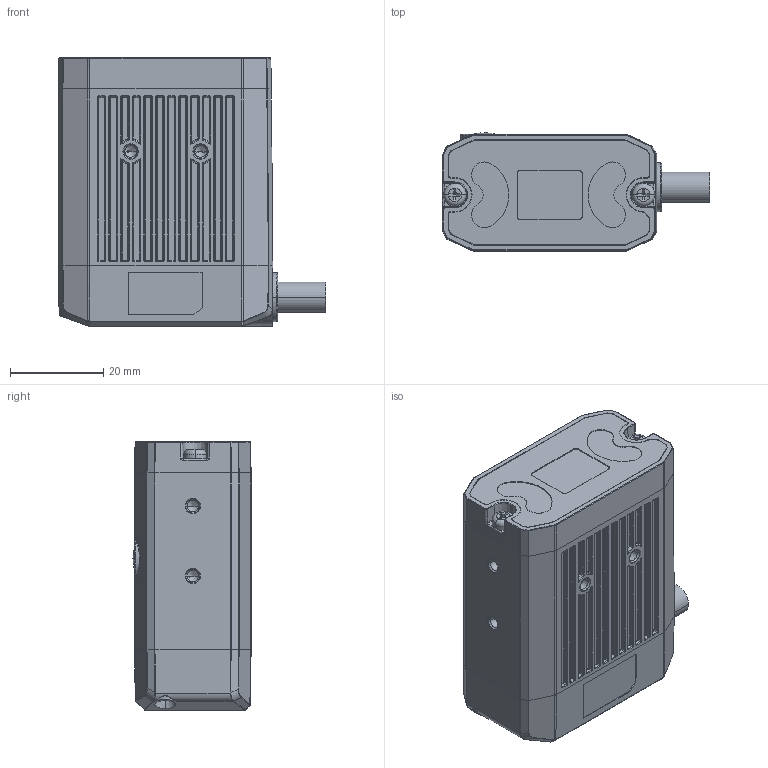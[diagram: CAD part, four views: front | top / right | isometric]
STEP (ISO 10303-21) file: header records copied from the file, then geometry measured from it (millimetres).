
FILE_DESCRIPTION((''),'2;1');
FILE_NAME('ID2000-AC_ASM-AC_1_ASM','2022-02-11T09:54:44',('lizhenhao5'),(''),'CREO PARAMETRIC BY PTC INC, 2020044','CREO PARAMETRIC BY PTC INC, 2020044','');
FILE_SCHEMA(('CONFIG_CONTROL_DESIGN'));
Products named in the file (7): ID2000-AC_ASM-AC_1_1; ID2000-AC_ASM-AC_1_2; ID2000-AC_ASM-AC_1_3; ID2000-AC_ASM-AC_1_4; ID2000-AC_ASM-AC_1_5; ID2000-AC_ASM-AC_1_6; ID2000-AC_ASM-AC_1_ASM
Assembly tree (6 placements, depth 2):
  ID2000-AC_ASM-AC_1_ASM
    ID2000-AC_ASM-AC_1_1
    ID2000-AC_ASM-AC_1_2
    ID2000-AC_ASM-AC_1_3
    ID2000-AC_ASM-AC_1_4
    ID2000-AC_ASM-AC_1_5
    ID2000-AC_ASM-AC_1_6
Bounding box: 57.3 x 25.35 x 57.6 mm (x, y, z)
Volume: 8133.7 mm3; surface area: 19837.3 mm2
Topology: 6 solids, 27 shells, 1713 faces, 4177 edges, 2489 vertices
Faces by surface type: cylinder 602, plane 504, bspline 319, torus 145, cone 101, sphere 42
Entity records: 72940 total; most frequent: CARTESIAN_POINT 34983, ORIENTED_EDGE 8136, DIRECTION 7557, EDGE_CURVE 4107, AXIS2_PLACEMENT_3D 2899, VERTEX_POINT 2489, EDGE_LOOP 1791, VECTOR 1759
